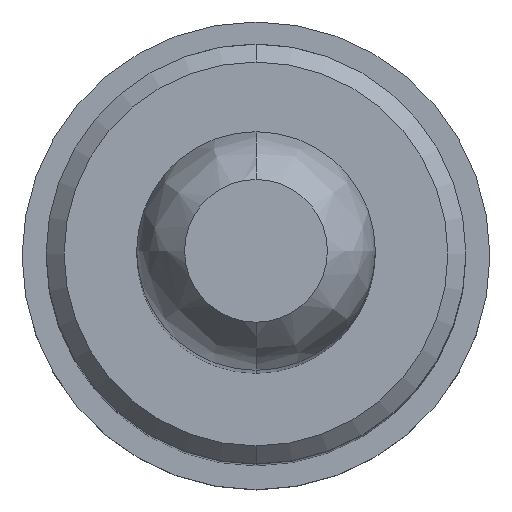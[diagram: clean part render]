
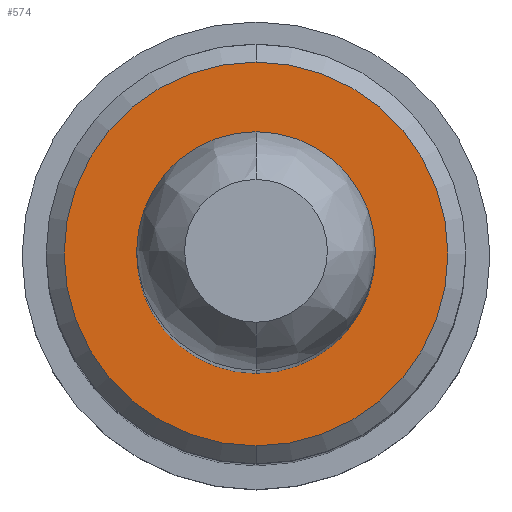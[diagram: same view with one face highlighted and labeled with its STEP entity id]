
A CAD part, top view. The second image highlights one B-rep face of the part: STEP entity #574.
In plain terms, the highlighted planar face has unit normal (0, 0, 1).
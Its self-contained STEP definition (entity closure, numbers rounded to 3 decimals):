
#51=CARTESIAN_POINT('',(0.,0.,0.5));
#52=DIRECTION('',(0.,0.,1.));
#53=DIRECTION('',(0.,1.,0.));
#54=AXIS2_PLACEMENT_3D('',#51,#52,#53);
#69=CARTESIAN_POINT('',(0.,0.,0.5));
#70=DIRECTION('',(0.,0.,-1.));
#71=DIRECTION('',(0.,1.,0.));
#72=AXIS2_PLACEMENT_3D('',#69,#70,#71);
#79=CARTESIAN_POINT('',(0.,0.,0.5));
#80=DIRECTION('',(0.,0.,-1.));
#81=DIRECTION('',(0.,1.,0.));
#82=AXIS2_PLACEMENT_3D('',#79,#80,#81);
#92=CARTESIAN_POINT('',(0.,0.,0.5));
#93=DIRECTION('',(0.,0.,1.));
#94=DIRECTION('',(0.,1.,0.));
#95=AXIS2_PLACEMENT_3D('',#92,#93,#94);
#413=CARTESIAN_POINT('',(0.,0.995,0.5));
#415=VERTEX_POINT('',#413);
#419=CARTESIAN_POINT('',(0.,-0.995,0.5));
#421=VERTEX_POINT('',#419);
#477=CARTESIAN_POINT('',(0.,1.6,0.5));
#478=CARTESIAN_POINT('',(0.,-1.6,0.5));
#479=VERTEX_POINT('',#477);
#480=VERTEX_POINT('',#478);
#558=CARTESIAN_POINT('',(0.,0.,0.5));
#559=DIRECTION('',(0.,0.,-1.));
#560=DIRECTION('',(0.,-1.,0.));
#561=AXIS2_PLACEMENT_3D('',#558,#559,#560);
#562=PLANE('',#561);
#563=ORIENTED_EDGE('',*,*,#548,.F.);
#565=ORIENTED_EDGE('',*,*,#564,.T.);
#566=EDGE_LOOP('',(#563,#565));
#567=FACE_OUTER_BOUND('',#566,.F.);
#569=ORIENTED_EDGE('',*,*,#568,.F.);
#571=ORIENTED_EDGE('',*,*,#570,.T.);
#572=EDGE_LOOP('',(#569,#571));
#573=FACE_BOUND('',#572,.F.);
#55=CIRCLE('',#54,1.6);
#73=CIRCLE('',#72,1.6);
#83=CIRCLE('',#82,0.995);
#96=CIRCLE('',#95,0.995);
#548=EDGE_CURVE('',#479,#480,#55,.T.);
#564=EDGE_CURVE('',#479,#480,#73,.T.);
#568=EDGE_CURVE('',#415,#421,#83,.T.);
#570=EDGE_CURVE('',#415,#421,#96,.T.);
#574=ADVANCED_FACE('',(#567,#573),#562,.F.);
